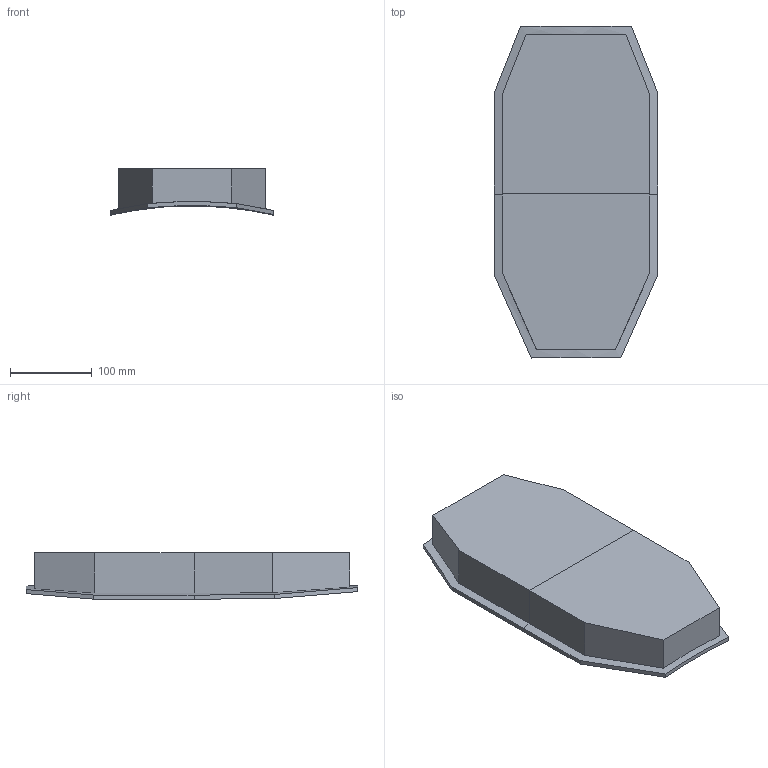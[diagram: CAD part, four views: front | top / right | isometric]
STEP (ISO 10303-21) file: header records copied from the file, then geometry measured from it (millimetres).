
FILE_DESCRIPTION(/* description */ (''),/* implementation_level */ '2;1');
FILE_NAME(/* name */ 'Battery-holder.step',/* time_stamp */ '2022-03-06T01:16:13+01:00',/* author */ (''),/* organization */ (''),/* preprocessor_version */ 'ST-DEVELOPER v18.1',/* originating_system */ 'Autodesk Translation Framework v10.13.0.1454',/* authorisation */ '');
FILE_SCHEMA (('AUTOMOTIVE_DESIGN { 1 0 10303 214 3 1 1 }'));
Length unit declared in the file: millimetre
Products named in the file (2): Battery holde v3; case
Assembly tree (1 placements, depth 2):
  Battery holde v3
    case
Bounding box: 200 x 405 x 56.7 mm (x, y, z)
Volume: 634099.6 mm3; surface area: 262133.7 mm2
Topology: 2 solids, 2 shells, 43 faces, 114 edges, 76 vertices
Faces by surface type: plane 39, bspline 4
Entity records: 1680 total; most frequent: CARTESIAN_POINT 662, ORIENTED_EDGE 228, DIRECTION 152, EDGE_CURVE 114, VERTEX_POINT 76, LINE 64, VECTOR 64, B_SPLINE_CURVE_WITH_KNOTS 48
